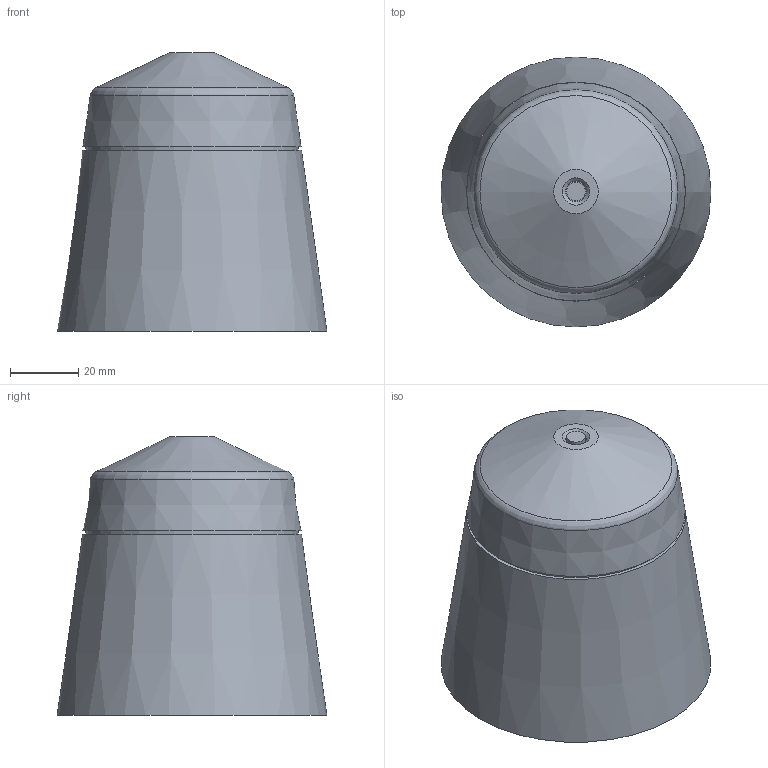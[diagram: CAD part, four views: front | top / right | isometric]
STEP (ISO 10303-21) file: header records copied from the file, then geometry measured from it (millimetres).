
FILE_DESCRIPTION(/* description */ ('This is a sample STEP configuration'),/* implementation_level */ '2;1');
FILE_NAME(/* name */ '194-019xxxxxxxxxxxx SIMPLE.ipt_Rev_00.1.stp',/* time_stamp */ '2023-04-26T15:08:24+02:00',/* author */ ('powerJobs'),/* organization */ ('coolOrange'),/* preprocessor_version */ 'ST-DEVELOPER v19.2',/* originating_system */ 'Autodesk Inventor 2023',/* authorisation */ '');
FILE_SCHEMA (('AUTOMOTIVE_DESIGN { 1 0 10303 214 3 1 1 }'));
Length unit declared in the file: millimetre
Products named in the file (1): ENG000025808
Bounding box: 78.89 x 78.89 x 81.5 mm (x, y, z)
Volume: 104539.4 mm3; surface area: 41963.2 mm2
Topology: 1 solids, 1 shells, 45 faces, 102 edges, 66 vertices
Faces by surface type: plane 16, cylinder 10, bspline 9, cone 9, torus 1
Full cylindrical faces by diameter (mm): 5.5 x1, 6 x1, 50 x1, 56 x1, 57.5 x2, 58 x1, 62.001 x1
Entity records: 14345 total; most frequent: CARTESIAN_POINT 13346, ORIENTED_EDGE 204, DIRECTION 176, EDGE_CURVE 102, AXIS2_PLACEMENT_3D 72, VERTEX_POINT 66, EDGE_LOOP 54, FACE_OUTER_BOUND 45
